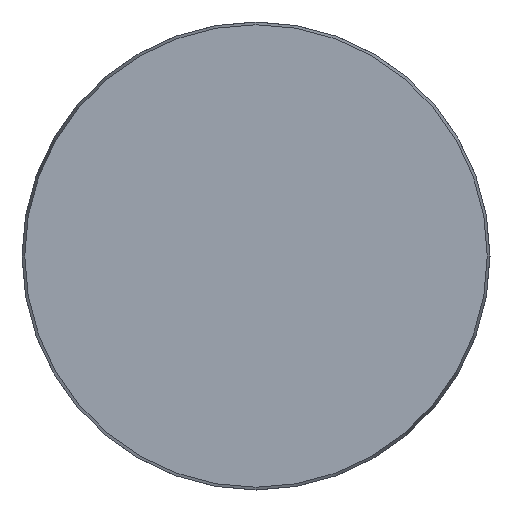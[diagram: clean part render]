
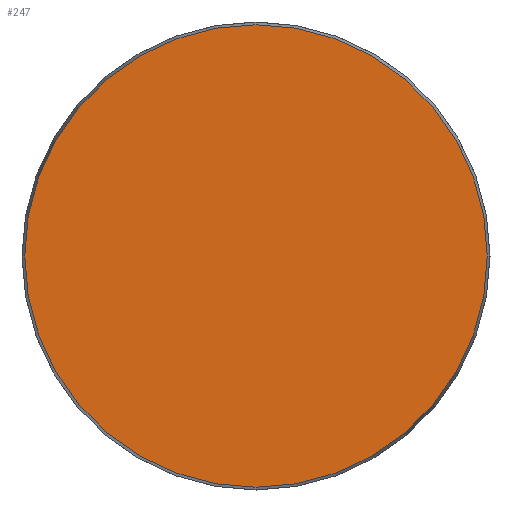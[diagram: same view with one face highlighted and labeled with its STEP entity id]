
A CAD part, front view. The second image highlights one B-rep face of the part: STEP entity #247.
In plain terms, the highlighted planar face has unit normal (0, -1, 0).
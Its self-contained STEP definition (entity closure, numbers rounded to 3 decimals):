
#23 = ORIENTED_EDGE ( 'NONE', *, *, #121, .T. ) ;
#40 = CARTESIAN_POINT ( 'NONE',  ( -48.425, 0., 0. ) ) ;
#77 = FACE_OUTER_BOUND ( 'NONE', #303, .T. ) ;
#93 = CARTESIAN_POINT ( 'NONE',  ( 0., 0., 0. ) ) ;
#118 = AXIS2_PLACEMENT_3D ( 'NONE', #40, #389, #352 ) ;
#121 = EDGE_CURVE ( 'NONE', #450, #450, #395, .T. ) ;
#223 = DIRECTION ( 'NONE',  ( 0., -1., 0. ) ) ;
#244 = DIRECTION ( 'NONE',  ( 0., 0., -1. ) ) ;
#247 = ADVANCED_FACE ( 'NONE', ( #77 ), #392, .F. ) ;
#271 = AXIS2_PLACEMENT_3D ( 'NONE', #93, #223, #244 ) ;
#303 = EDGE_LOOP ( 'NONE', ( #23 ) ) ;
#352 = DIRECTION ( 'NONE',  ( 0., 0., 1. ) ) ;
#389 = DIRECTION ( 'NONE',  ( 0., 1., 0. ) ) ;
#392 = PLANE ( 'NONE',  #118 ) ;
#395 = CIRCLE ( 'NONE', #271, 48.425 ) ;
#450 = VERTEX_POINT ( 'NONE', #458 ) ;
#458 = CARTESIAN_POINT ( 'NONE',  ( 0., 0., -48.425 ) ) ;
